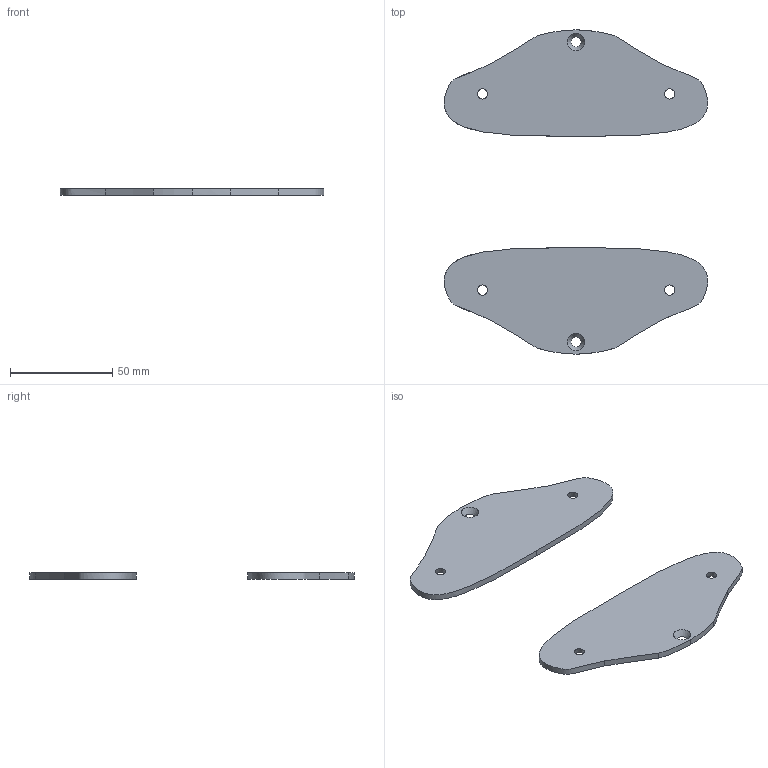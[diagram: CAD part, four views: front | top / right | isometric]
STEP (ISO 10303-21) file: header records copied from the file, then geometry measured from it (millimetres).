
FILE_DESCRIPTION(/* description */ (''),/* implementation_level */ '2;1');
FILE_NAME(/* name */ 'wing1.step',/* time_stamp */ '2021-03-16T11:30:04+00:00',/* author */ (''),/* organization */ (''),/* preprocessor_version */ 'ST-DEVELOPER v18.1',/* originating_system */ 'Autodesk Translation Framework v9.7.1.1290',/* authorisation */ '');
FILE_SCHEMA (('AUTOMOTIVE_DESIGN { 1 0 10303 214 3 1 1 }'));
Length unit declared in the file: millimetre
Products named in the file (4): wing1; Component2; Component3; Component114(Mirror)
Assembly tree (3 placements, depth 3):
  wing1
    Component2
      Component3
      Component114(Mirror)
Bounding box: 128.81 x 158.64 x 3 mm (x, y, z)
Volume: 29315.4 mm3; surface area: 21707.1 mm2
Topology: 2 solids, 2 shells, 22 faces, 54 edges, 36 vertices
Faces by surface type: bspline 12, cone 6, plane 4
Entity records: 1494 total; most frequent: CARTESIAN_POINT 947, ORIENTED_EDGE 108, DIRECTION 76, EDGE_CURVE 54, VERTEX_POINT 36, EDGE_LOOP 34, AXIS2_PLACEMENT_3D 29, FACE_OUTER_BOUND 22
